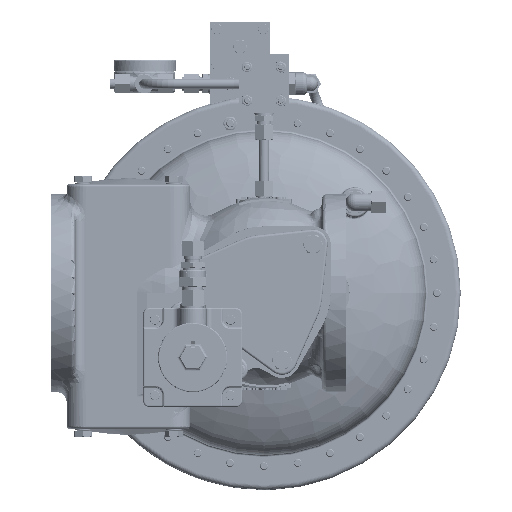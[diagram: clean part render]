
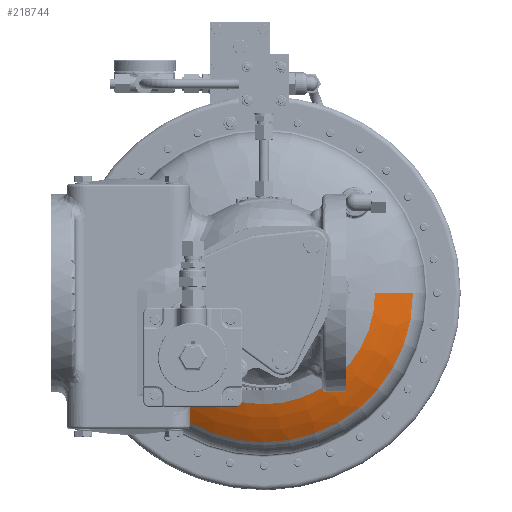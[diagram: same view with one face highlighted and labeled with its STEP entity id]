
A CAD part, front view. The second image highlights one B-rep face of the part: STEP entity #218744.
In plain terms, the highlighted toroidal (fillet/blend) face has major radius 66 mm and minor radius 150 mm.
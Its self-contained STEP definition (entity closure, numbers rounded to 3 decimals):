
#1842 = DIRECTION ( 'NONE',  ( 0., -1., 0. ) ) ;
#16847 = DIRECTION ( 'NONE',  ( 0., 1., 0. ) ) ;
#19992 = CIRCLE ( 'NONE', #175652, 150. ) ;
#20392 = CARTESIAN_POINT ( 'NONE',  ( -112.353, 169.79, 0. ) ) ;
#20587 = AXIS2_PLACEMENT_3D ( 'NONE', #31981, #16847, #204804 ) ;
#21666 = CARTESIAN_POINT ( 'NONE',  ( 112.353, 169.79, 0. ) ) ;
#26856 = CARTESIAN_POINT ( 'NONE',  ( -66., 312.449, 0. ) ) ;
#27946 = DIRECTION ( 'NONE',  ( 0., 0., 1. ) ) ;
#28534 = ORIENTED_EDGE ( 'NONE', *, *, #217317, .F. ) ;
#31981 = CARTESIAN_POINT ( 'NONE',  ( 0., 169.79, 0. ) ) ;
#34419 = CIRCLE ( 'NONE', #20587, 112.353 ) ;
#45032 = EDGE_CURVE ( 'NONE', #78258, #143553, #74813, .T. ) ;
#45178 = AXIS2_PLACEMENT_3D ( 'NONE', #216657, #61216, #27946 ) ;
#47270 = DIRECTION ( 'NONE',  ( 0., 1., 0. ) ) ;
#48767 = DIRECTION ( 'NONE',  ( 0., 0., 1. ) ) ;
#49782 = CARTESIAN_POINT ( 'NONE',  ( 0., 188.616, -150.649 ) ) ;
#54659 = DIRECTION ( 'NONE',  ( 0., 0., 1. ) ) ;
#55474 = FACE_OUTER_BOUND ( 'NONE', #93472, .T. ) ;
#61216 = DIRECTION ( 'NONE',  ( 0., 1., 0. ) ) ;
#63111 = DIRECTION ( 'NONE',  ( 0., 0., -1. ) ) ;
#70147 = ORIENTED_EDGE ( 'NONE', *, *, #88836, .T. ) ;
#74813 = CIRCLE ( 'NONE', #187594, 150.649 ) ;
#77302 = CARTESIAN_POINT ( 'NONE',  ( 150.649, 188.616, 0. ) ) ;
#78087 = EDGE_CURVE ( 'NONE', #215689, #147673, #141118, .T. ) ;
#78258 = VERTEX_POINT ( 'NONE', #49782 ) ;
#82490 = TOROIDAL_SURFACE ( 'NONE', #165739, 66., 150. ) ;
#87830 = CIRCLE ( 'NONE', #222386, 150.649 ) ;
#88836 = EDGE_CURVE ( 'NONE', #188692, #143553, #151581, .T. ) ;
#93472 = EDGE_LOOP ( 'NONE', ( #28534, #137215, #144403, #70147, #177041, #116205 ) ) ;
#106080 = CARTESIAN_POINT ( 'NONE',  ( 0., 169.79, -112.353 ) ) ;
#112762 = DIRECTION ( 'NONE',  ( -1., 0., 0. ) ) ;
#116205 = ORIENTED_EDGE ( 'NONE', *, *, #123639, .F. ) ;
#123639 = EDGE_CURVE ( 'NONE', #206568, #78258, #87830, .T. ) ;
#131575 = DIRECTION ( 'NONE',  ( 0., 1., 0. ) ) ;
#132613 = AXIS2_PLACEMENT_3D ( 'NONE', #26856, #63111, #148326 ) ;
#137215 = ORIENTED_EDGE ( 'NONE', *, *, #78087, .T. ) ;
#137932 = DIRECTION ( 'NONE',  ( 0., 1., 0. ) ) ;
#139843 = CARTESIAN_POINT ( 'NONE',  ( 66., 312.449, 0. ) ) ;
#141118 = CIRCLE ( 'NONE', #45178, 112.353 ) ;
#142109 = CARTESIAN_POINT ( 'NONE',  ( -150.649, 188.616, 0. ) ) ;
#143553 = VERTEX_POINT ( 'NONE', #142109 ) ;
#144403 = ORIENTED_EDGE ( 'NONE', *, *, #189345, .T. ) ;
#147673 = VERTEX_POINT ( 'NONE', #106080 ) ;
#148326 = DIRECTION ( 'NONE',  ( 0., 1., 0. ) ) ;
#151581 = CIRCLE ( 'NONE', #132613, 150. ) ;
#152155 = CARTESIAN_POINT ( 'NONE',  ( 0., 188.616, 0. ) ) ;
#156893 = DIRECTION ( 'NONE',  ( 0., 0., 1. ) ) ;
#164182 = CARTESIAN_POINT ( 'NONE',  ( 0., 312.449, 0. ) ) ;
#165739 = AXIS2_PLACEMENT_3D ( 'NONE', #164182, #131575, #112762 ) ;
#175652 = AXIS2_PLACEMENT_3D ( 'NONE', #139843, #54659, #1842 ) ;
#177041 = ORIENTED_EDGE ( 'NONE', *, *, #45032, .F. ) ;
#187594 = AXIS2_PLACEMENT_3D ( 'NONE', #208926, #137932, #156893 ) ;
#188692 = VERTEX_POINT ( 'NONE', #20392 ) ;
#189345 = EDGE_CURVE ( 'NONE', #147673, #188692, #34419, .T. ) ;
#204804 = DIRECTION ( 'NONE',  ( 0., 0., 1. ) ) ;
#206568 = VERTEX_POINT ( 'NONE', #77302 ) ;
#208926 = CARTESIAN_POINT ( 'NONE',  ( 0., 188.616, 0. ) ) ;
#215689 = VERTEX_POINT ( 'NONE', #21666 ) ;
#216657 = CARTESIAN_POINT ( 'NONE',  ( 0., 169.79, 0. ) ) ;
#217317 = EDGE_CURVE ( 'NONE', #215689, #206568, #19992, .T. ) ;
#218744 = ADVANCED_FACE ( 'NONE', ( #55474 ), #82490, .T. ) ;
#222386 = AXIS2_PLACEMENT_3D ( 'NONE', #152155, #47270, #48767 ) ;
